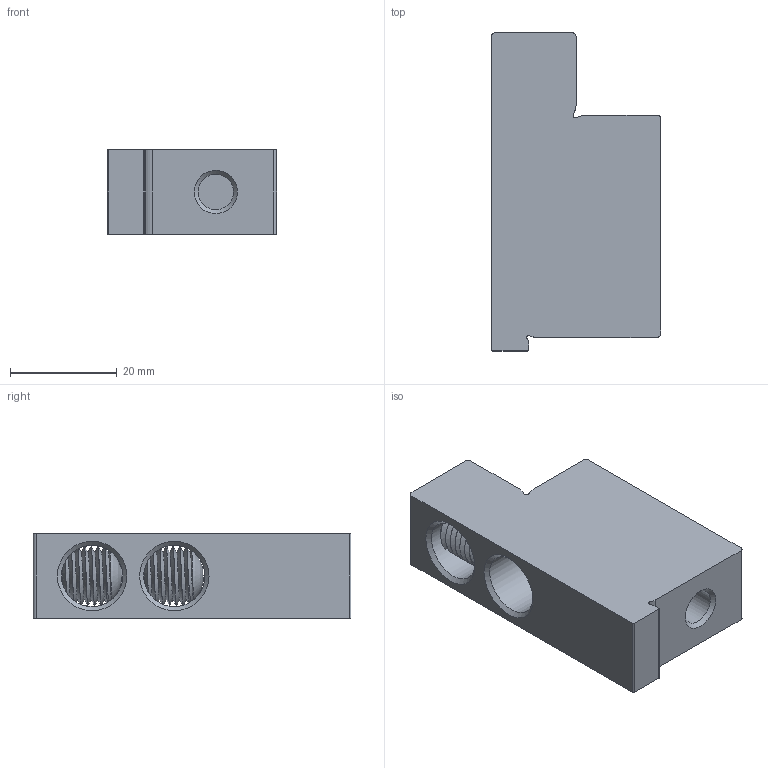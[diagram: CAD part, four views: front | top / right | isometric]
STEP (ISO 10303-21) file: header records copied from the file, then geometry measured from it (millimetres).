
FILE_DESCRIPTION(/* description */ (''),/* implementation_level */ '2;1');
FILE_NAME(/* name */ '2S2-0-TP-STK3-M8-53-HEX.stp',/* time_stamp */ '2020-03-18T18:35:54-04:00',/* author */ ('cridley'),/* organization */ (''),/* preprocessor_version */ 'ST-DEVELOPER v17',/* originating_system */ 'Autodesk Inventor 2019',/* authorisation */ '');
FILE_SCHEMA (('AUTOMOTIVE_DESIGN { 1 0 10303 214 3 1 1 }'));
Length unit declared in the file: inch
Products named in the file (3): 2S2-0-TP-STK3-M8-53-HEX; 2S2-0-TP-STK3-M8-53; 11703
Assembly tree (3 placements, depth 2):
  2S2-0-TP-STK3-M8-53-HEX
    2S2-0-TP-STK3-M8-53
    11703  x2
Bounding box: 31.75 x 59.72 x 15.88 mm (x, y, z)
Volume: 20554.3 mm3; surface area: 10114.8 mm2
Topology: 3 solids, 3 shells, 104 faces, 291 edges, 194 vertices
Faces by surface type: cylinder 47, plane 35, cone 14, sphere 4, bspline 4
Full cylindrical faces by diameter (mm): 4.648 x2, 6.655 x1, 9.728 x2, 11.079 x18, 11.506 x2
Entity records: 5004 total; most frequent: CARTESIAN_POINT 3041, ORIENTED_EDGE 408, DIRECTION 365, EDGE_CURVE 204, AXIS2_PLACEMENT_3D 140, VERTEX_POINT 138, EDGE_LOOP 86, LINE 85
